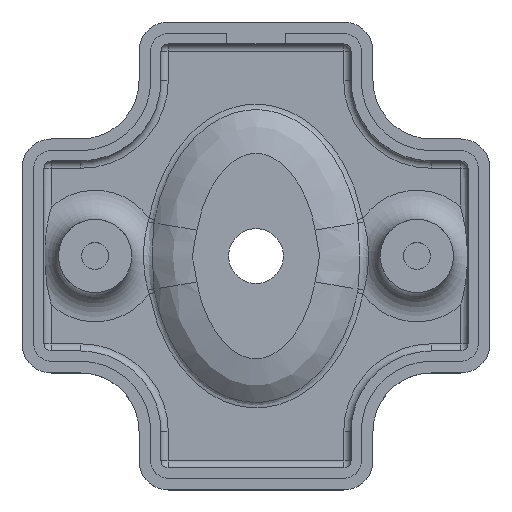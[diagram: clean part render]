
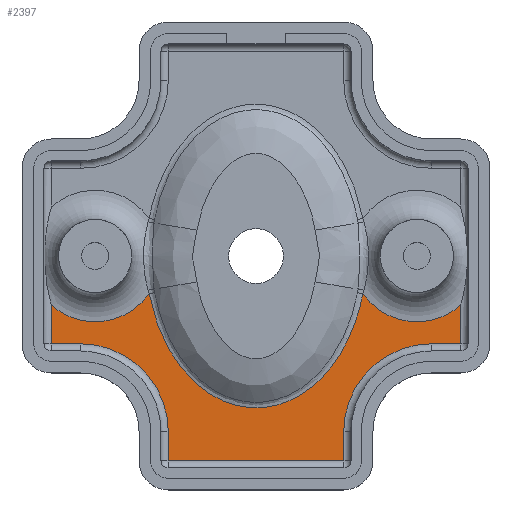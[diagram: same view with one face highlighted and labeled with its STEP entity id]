
A CAD part, top view. The second image highlights one B-rep face of the part: STEP entity #2397.
In plain terms, the highlighted planar face has unit normal (0, 0, 1).
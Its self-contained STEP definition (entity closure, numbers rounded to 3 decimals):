
#176=LINE('',#5289,#358);
#177=LINE('',#5291,#359);
#178=LINE('',#5295,#360);
#179=LINE('',#5297,#361);
#180=LINE('',#5299,#362);
#181=LINE('',#5303,#363);
#182=LINE('',#5304,#364);
#358=VECTOR('',#3014,2.646);
#359=VECTOR('',#3015,2.);
#360=VECTOR('',#3018,2.);
#361=VECTOR('',#3019,12.);
#362=VECTOR('',#3020,2.);
#363=VECTOR('',#3023,2.);
#364=VECTOR('',#3024,2.646);
#492=PLANE('',#2592);
#559=FACE_OUTER_BOUND('',#720,.T.);
#720=EDGE_LOOP('',(#1811,#1812,#1813,#1814,#1815,#1816,#1817,#1818,#1819,
#1820,#1821,#1822));
#860=B_SPLINE_CURVE_WITH_KNOTS('',3,(#4226,#4227,#4228,#4229,#4230,#4231,
#4232,#4233,#4234,#4235,#4236,#4237,#4238,#4239),.UNSPECIFIED.,.F.,.F.,
(4,1,1,1,1,1,1,1,1,1,1,4),(-2.316,-1.985,-1.82,
-1.654,-1.489,-1.323,-1.158,
-0.993,-0.827,-0.662,-0.331,
0.),.UNSPECIFIED.);
#902=CIRCLE('',#2549,4.5);
#906=CIRCLE('',#2555,4.5);
#935=CIRCLE('',#2593,6.);
#936=CIRCLE('',#2594,6.);
#1060=VERTEX_POINT('',#4223);
#1061=VERTEX_POINT('',#4225);
#1080=VERTEX_POINT('',#4847);
#1090=VERTEX_POINT('',#4890);
#1154=VERTEX_POINT('',#5288);
#1155=VERTEX_POINT('',#5290);
#1156=VERTEX_POINT('',#5292);
#1157=VERTEX_POINT('',#5294);
#1158=VERTEX_POINT('',#5296);
#1159=VERTEX_POINT('',#5298);
#1160=VERTEX_POINT('',#5300);
#1161=VERTEX_POINT('',#5302);
#1285=EDGE_CURVE('',#1060,#1061,#860,.T.);
#1316=EDGE_CURVE('',#1080,#1060,#902,.T.);
#1327=EDGE_CURVE('',#1061,#1090,#906,.T.);
#1398=EDGE_CURVE('',#1080,#1154,#176,.T.);
#1399=EDGE_CURVE('',#1154,#1155,#177,.T.);
#1400=EDGE_CURVE('',#1155,#1156,#935,.T.);
#1401=EDGE_CURVE('',#1156,#1157,#178,.T.);
#1402=EDGE_CURVE('',#1157,#1158,#179,.T.);
#1403=EDGE_CURVE('',#1158,#1159,#180,.T.);
#1404=EDGE_CURVE('',#1159,#1160,#936,.T.);
#1405=EDGE_CURVE('',#1160,#1161,#181,.T.);
#1406=EDGE_CURVE('',#1161,#1090,#182,.T.);
#1811=ORIENTED_EDGE('',*,*,#1285,.F.);
#1812=ORIENTED_EDGE('',*,*,#1316,.F.);
#1813=ORIENTED_EDGE('',*,*,#1398,.T.);
#1814=ORIENTED_EDGE('',*,*,#1399,.T.);
#1815=ORIENTED_EDGE('',*,*,#1400,.T.);
#1816=ORIENTED_EDGE('',*,*,#1401,.T.);
#1817=ORIENTED_EDGE('',*,*,#1402,.T.);
#1818=ORIENTED_EDGE('',*,*,#1403,.T.);
#1819=ORIENTED_EDGE('',*,*,#1404,.T.);
#1820=ORIENTED_EDGE('',*,*,#1405,.T.);
#1821=ORIENTED_EDGE('',*,*,#1406,.T.);
#1822=ORIENTED_EDGE('',*,*,#1327,.F.);
#2397=ADVANCED_FACE('',(#559),#492,.T.);
#2549=AXIS2_PLACEMENT_3D('',#4868,#2881,#2882);
#2555=AXIS2_PLACEMENT_3D('',#4891,#2900,#2901);
#2592=AXIS2_PLACEMENT_3D('',#5287,#3012,#3013);
#2593=AXIS2_PLACEMENT_3D('',#5293,#3016,#3017);
#2594=AXIS2_PLACEMENT_3D('',#5301,#3021,#3022);
#2881=DIRECTION('center_axis',(0.,0.,1.));
#2882=DIRECTION('ref_axis',(-1.,0.,0.));
#2900=DIRECTION('center_axis',(0.,0.,1.));
#2901=DIRECTION('ref_axis',(-1.,0.,0.));
#3012=DIRECTION('center_axis',(0.,0.,1.));
#3013=DIRECTION('ref_axis',(1.,0.,0.));
#3014=DIRECTION('',(0.,-1.,0.));
#3015=DIRECTION('',(1.,0.,0.));
#3016=DIRECTION('center_axis',(0.,0.,-1.));
#3017=DIRECTION('ref_axis',(0.707,0.707,0.));
#3018=DIRECTION('',(0.,-1.,0.));
#3019=DIRECTION('',(1.,0.,0.));
#3020=DIRECTION('',(0.,1.,0.));
#3021=DIRECTION('center_axis',(0.,0.,-1.));
#3022=DIRECTION('ref_axis',(-0.707,0.707,0.));
#3023=DIRECTION('',(1.,0.,0.));
#3024=DIRECTION('',(0.,1.,0.));
#4223=CARTESIAN_POINT('',(8.692,13.428,1.5));
#4225=CARTESIAN_POINT('',(23.308,13.428,1.5));
#4226=CARTESIAN_POINT('Ctrl Pts',(8.692,13.428,1.5));
#4227=CARTESIAN_POINT('Ctrl Pts',(8.893,12.343,1.5));
#4228=CARTESIAN_POINT('Ctrl Pts',(9.39,10.751,1.5));
#4229=CARTESIAN_POINT('Ctrl Pts',(10.487,8.828,1.5));
#4230=CARTESIAN_POINT('Ctrl Pts',(11.542,7.545,1.5));
#4231=CARTESIAN_POINT('Ctrl Pts',(12.834,6.497,1.5));
#4232=CARTESIAN_POINT('Ctrl Pts',(14.346,5.79,1.5));
#4233=CARTESIAN_POINT('Ctrl Pts',(16.,5.536,1.5));
#4234=CARTESIAN_POINT('Ctrl Pts',(17.654,5.79,1.5));
#4235=CARTESIAN_POINT('Ctrl Pts',(19.165,6.496,1.5));
#4236=CARTESIAN_POINT('Ctrl Pts',(20.89,7.896,1.5));
#4237=CARTESIAN_POINT('Ctrl Pts',(22.445,10.223,1.5));
#4238=CARTESIAN_POINT('Ctrl Pts',(23.107,12.343,1.5));
#4239=CARTESIAN_POINT('Ctrl Pts',(23.308,13.428,1.5));
#4847=CARTESIAN_POINT('',(2.,12.646,1.5));
#4868=CARTESIAN_POINT('Origin',(5.,16.,1.5));
#4890=CARTESIAN_POINT('',(30.,12.646,1.5));
#4891=CARTESIAN_POINT('Origin',(27.,16.,1.5));
#5287=CARTESIAN_POINT('Origin',(16.,15.516,1.5));
#5288=CARTESIAN_POINT('',(2.,10.,1.5));
#5289=CARTESIAN_POINT('',(2.,18.758,1.5));
#5290=CARTESIAN_POINT('',(4.,10.,1.5));
#5291=CARTESIAN_POINT('',(9.,10.,1.5));
#5292=CARTESIAN_POINT('',(10.,4.,1.5));
#5293=CARTESIAN_POINT('Origin',(4.,4.,1.5));
#5294=CARTESIAN_POINT('',(10.,2.,1.5));
#5295=CARTESIAN_POINT('',(10.,9.758,1.5));
#5296=CARTESIAN_POINT('',(22.,2.,1.5));
#5297=CARTESIAN_POINT('',(13.,2.,1.5));
#5298=CARTESIAN_POINT('',(22.,4.,1.5));
#5299=CARTESIAN_POINT('',(22.,8.758,1.5));
#5300=CARTESIAN_POINT('',(28.,10.,1.5));
#5301=CARTESIAN_POINT('Origin',(28.,4.,1.5));
#5302=CARTESIAN_POINT('',(30.,10.,1.5));
#5303=CARTESIAN_POINT('',(22.,10.,1.5));
#5304=CARTESIAN_POINT('',(30.,12.758,1.5));
